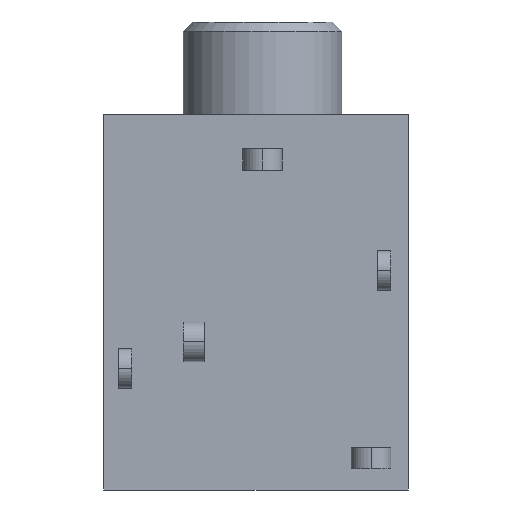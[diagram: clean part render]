
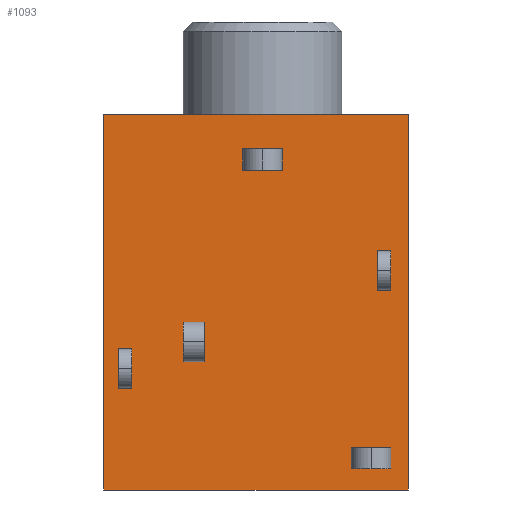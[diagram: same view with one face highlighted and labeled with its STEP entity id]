
A CAD part, front view. The second image highlights one B-rep face of the part: STEP entity #1093.
In plain terms, the highlighted planar face has unit normal (0, -1, 0).
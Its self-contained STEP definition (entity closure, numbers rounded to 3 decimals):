
#950=EDGE_CURVE('',#951,#953,#955,.T.);
#951=VERTEX_POINT('',#952);
#952=CARTESIAN_POINT('',(0.0,0.0,0.0));
#953=VERTEX_POINT('',#954);
#954=CARTESIAN_POINT('',(11.5,0.0,0.0));
#955=LINE('',#956,#957);
#956=CARTESIAN_POINT('',(0.0,0.0,0.0));
#957=VECTOR('',#958,1.0);
#958=DIRECTION('',(1.0,0.0,0.0));
#1001=EDGE_CURVE('',#1002,#951,#1004,.T.);
#1002=VERTEX_POINT('',#1003);
#1003=CARTESIAN_POINT('',(0.0,0.0,-14.2));
#1004=LINE('',#1005,#1006);
#1005=CARTESIAN_POINT('',(0.0,0.0,0.0));
#1006=VECTOR('',#1007,1.0);
#1007=DIRECTION('',(0.0,0.0,1.0));
#1032=EDGE_CURVE('',#953,#1033,#1035,.T.);
#1033=VERTEX_POINT('',#1034);
#1034=CARTESIAN_POINT('',(11.5,0.0,-14.2));
#1035=LINE('',#1036,#1037);
#1036=CARTESIAN_POINT('',(11.5,0.0,0.0));
#1037=VECTOR('',#1038,1.0);
#1038=DIRECTION('',(0.0,0.0,-1.0));
#1063=EDGE_CURVE('',#1033,#1002,#1064,.T.);
#1064=LINE('',#1065,#1066);
#1065=CARTESIAN_POINT('',(0.0,0.0,-14.2));
#1066=VECTOR('',#1067,1.0);
#1067=DIRECTION('',(-1.0,0.0,0.0));
#1093=ADVANCED_FACE('',(#1094),#1100,.T.);
#1094=FACE_BOUND('',#1095,.T.);
#1095=EDGE_LOOP('',(#1096,#1097,#1098,#1099));
#1096=ORIENTED_EDGE('',*,*,#1001,.F.);
#1097=ORIENTED_EDGE('',*,*,#1063,.F.);
#1098=ORIENTED_EDGE('',*,*,#1032,.F.);
#1099=ORIENTED_EDGE('',*,*,#950,.F.);
#1100=PLANE('',#1101);
#1101=AXIS2_PLACEMENT_3D('',#1102,#1103,#1104);
#1102=CARTESIAN_POINT('',(0.0,0.0,0.0));
#1103=DIRECTION('',(0.0,-1.0,0.0));
#1104=DIRECTION('',(0.0,0.0,-1.0));
